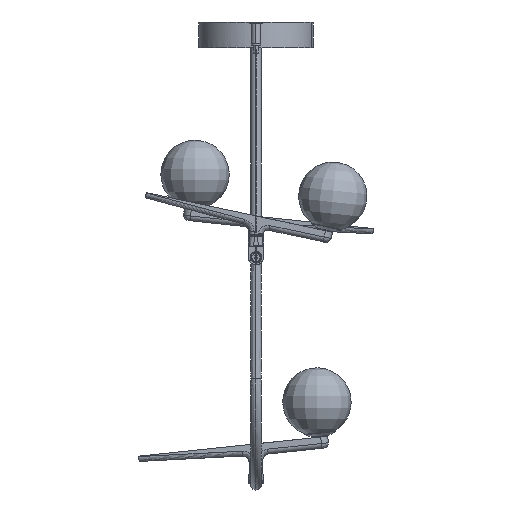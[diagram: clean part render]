
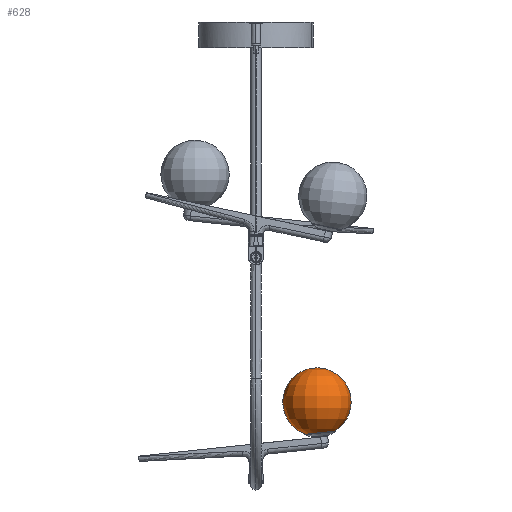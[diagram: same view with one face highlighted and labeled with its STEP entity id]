
A CAD part, left-side view. The second image highlights one B-rep face of the part: STEP entity #628.
In plain terms, the highlighted free-form (B-spline) face has degree [2, 2] with [5, 5] control points.
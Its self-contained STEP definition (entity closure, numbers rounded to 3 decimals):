
#628=ADVANCED_FACE('',(#1273),#8718,.T.);
#1273=FACE_OUTER_BOUND('',#1929,.T.);
#1929=EDGE_LOOP('',(#3985,#3986,#3987,#3988));
#3985=ORIENTED_EDGE('',*,*,#6133,.T.);
#3986=ORIENTED_EDGE('',*,*,#6134,.T.);
#3987=ORIENTED_EDGE('',*,*,#6135,.T.);
#3988=ORIENTED_EDGE('',*,*,#6132,.T.);
#6132=EDGE_CURVE('',#7863,#7864,#9593,.T.);
#6133=EDGE_CURVE('',#7864,#7865,#7133,.T.);
#6134=EDGE_CURVE('',#7865,#7866,#7134,.T.);
#6135=EDGE_CURVE('',#7866,#7863,#9594,.T.);
#7133=B_SPLINE_CURVE_WITH_KNOTS('',3,(#18072,#18073,#18074,#18075,#18076,
#18077),.UNSPECIFIED.,.F.,.F.,(4,2,4),(90.541,104.861,
120.722),.UNSPECIFIED.);
#7134=B_SPLINE_CURVE_WITH_KNOTS('',3,(#18078,#18079,#18080,#18081,#18082,
#18083),.UNSPECIFIED.,.F.,.F.,(4,2,4),(0.,15.098,30.18),
 .UNSPECIFIED.);
#7863=VERTEX_POINT('',#18062);
#7864=VERTEX_POINT('',#18063);
#7865=VERTEX_POINT('',#18064);
#7866=VERTEX_POINT('',#18065);
#8718=(
BOUNDED_SURFACE()
B_SPLINE_SURFACE(2,2,((#18012,#18013,#18014,#18015,#18016),(#18017,#18018,
#18019,#18020,#18021),(#18022,#18023,#18024,#18025,#18026),(#18027,#18028,
#18029,#18030,#18031),(#18032,#18033,#18034,#18035,#18036)),
 .UNSPECIFIED.,.F.,.F.,.F.)
B_SPLINE_SURFACE_WITH_KNOTS((3,2,3),(3,2,3),(0.,101.454,202.909),
(0.,91.533,183.066),.UNSPECIFIED.)
GEOMETRIC_REPRESENTATION_ITEM()
RATIONAL_B_SPLINE_SURFACE(((1.,0.764,1.,0.764,1.),
(0.707,0.54,0.707,0.54,
0.707),(1.,0.764,1.,0.764,1.),(0.707,
0.54,0.707,0.54,0.707),
(1.,0.764,1.,0.764,1.)))
REPRESENTATION_ITEM('')
SURFACE()
);
#9593=(
BOUNDED_CURVE()
B_SPLINE_CURVE(2,(#18067,#18068,#18069,#18070,#18071),.UNSPECIFIED.,.F.,
 .F.)
B_SPLINE_CURVE_WITH_KNOTS((3,2,3),(-183.066,-91.533,
0.),.UNSPECIFIED.)
CURVE()
GEOMETRIC_REPRESENTATION_ITEM()
RATIONAL_B_SPLINE_CURVE((1.,0.764,1.,0.764,1.))
REPRESENTATION_ITEM('')
);
#9594=(
BOUNDED_CURVE()
B_SPLINE_CURVE(2,(#18084,#18085,#18086,#18087,#18088),.UNSPECIFIED.,.F.,
 .F.)
B_SPLINE_CURVE_WITH_KNOTS((3,2,3),(14.338,91.533,183.066),
 .UNSPECIFIED.)
CURVE()
GEOMETRIC_REPRESENTATION_ITEM()
RATIONAL_B_SPLINE_CURVE((1.,0.827,1.,0.764,1.))
REPRESENTATION_ITEM('')
);
#18012=CARTESIAN_POINT('',(-310.,-65.545,-542.819));
#18013=CARTESIAN_POINT('',(-310.,-29.672,-530.274));
#18014=CARTESIAN_POINT('',(-310.,-36.034,-492.808));
#18015=CARTESIAN_POINT('',(-310.,-42.397,-455.341));
#18016=CARTESIAN_POINT('',(-310.,-80.399,-455.341));
#18017=CARTESIAN_POINT('',(-324.855,-65.545,-542.819));
#18018=CARTESIAN_POINT('',(-360.727,-29.672,-530.274));
#18019=CARTESIAN_POINT('',(-354.365,-36.034,-492.808));
#18020=CARTESIAN_POINT('',(-348.003,-42.397,-455.341));
#18021=CARTESIAN_POINT('',(-310.,-80.399,-455.341));
#18022=CARTESIAN_POINT('',(-324.855,-80.399,-542.819));
#18023=CARTESIAN_POINT('',(-360.727,-80.399,-530.274));
#18024=CARTESIAN_POINT('',(-354.365,-80.399,-492.808));
#18025=CARTESIAN_POINT('',(-348.003,-80.399,-455.341));
#18026=CARTESIAN_POINT('',(-310.,-80.399,-455.341));
#18027=CARTESIAN_POINT('',(-324.855,-95.254,-542.819));
#18028=CARTESIAN_POINT('',(-360.727,-131.126,-530.274));
#18029=CARTESIAN_POINT('',(-354.365,-124.764,-492.808));
#18030=CARTESIAN_POINT('',(-348.003,-118.402,-455.341));
#18031=CARTESIAN_POINT('',(-310.,-80.399,-455.341));
#18032=CARTESIAN_POINT('',(-310.,-95.254,-542.819));
#18033=CARTESIAN_POINT('',(-310.,-131.126,-530.274));
#18034=CARTESIAN_POINT('',(-310.,-124.764,-492.808));
#18035=CARTESIAN_POINT('',(-310.,-118.402,-455.341));
#18036=CARTESIAN_POINT('',(-310.,-80.399,-455.341));
#18062=CARTESIAN_POINT('',(-310.,-80.399,-455.341));
#18063=CARTESIAN_POINT('',(-310.,-65.545,-542.819));
#18064=CARTESIAN_POINT('',(-329.213,-84.653,-540.811));
#18065=CARTESIAN_POINT('',(-310.,-103.749,-538.809));
#18067=CARTESIAN_POINT('',(-310.,-80.399,-455.341));
#18068=CARTESIAN_POINT('',(-310.,-42.397,-455.341));
#18069=CARTESIAN_POINT('',(-310.,-36.034,-492.808));
#18070=CARTESIAN_POINT('',(-310.,-29.672,-530.274));
#18071=CARTESIAN_POINT('',(-310.,-65.545,-542.819));
#18072=CARTESIAN_POINT('',(-310.,-65.545,-542.819));
#18073=CARTESIAN_POINT('',(-314.782,-65.545,-542.819));
#18074=CARTESIAN_POINT('',(-319.27,-67.198,-542.625));
#18075=CARTESIAN_POINT('',(-326.759,-73.986,-541.951));
#18076=CARTESIAN_POINT('',(-329.213,-79.332,-541.37));
#18077=CARTESIAN_POINT('',(-329.213,-84.653,-540.811));
#18078=CARTESIAN_POINT('',(-329.213,-84.653,-540.811));
#18079=CARTESIAN_POINT('',(-329.213,-89.584,-540.293));
#18080=CARTESIAN_POINT('',(-327.206,-94.44,-539.791));
#18081=CARTESIAN_POINT('',(-320.323,-101.487,-539.047));
#18082=CARTESIAN_POINT('',(-315.339,-103.75,-538.809));
#18083=CARTESIAN_POINT('',(-310.,-103.749,-538.809));
#18084=CARTESIAN_POINT('',(-310.,-103.749,-538.809));
#18085=CARTESIAN_POINT('',(-310.,-129.882,-522.947));
#18086=CARTESIAN_POINT('',(-310.,-124.764,-492.808));
#18087=CARTESIAN_POINT('',(-310.,-118.402,-455.341));
#18088=CARTESIAN_POINT('',(-310.,-80.399,-455.341));
